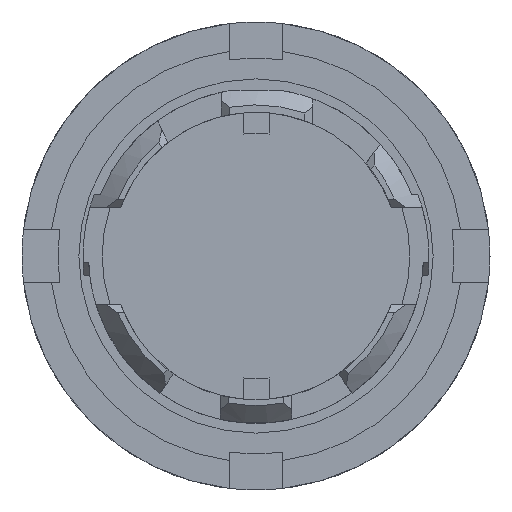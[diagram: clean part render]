
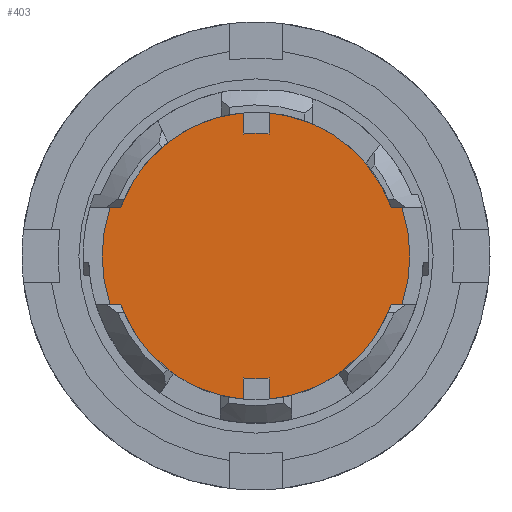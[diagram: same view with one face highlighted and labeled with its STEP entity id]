
A CAD part, front view. The second image highlights one B-rep face of the part: STEP entity #403.
In plain terms, the highlighted planar face has unit normal (0, -1, 0).
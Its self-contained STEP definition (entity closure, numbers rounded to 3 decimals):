
#403 = ADVANCED_FACE( '', ( #819 ), #820, .F. );
#819 = FACE_OUTER_BOUND( '', #1226, .T. );
#820 = PLANE( '', #1227 );
#1226 = EDGE_LOOP( '', ( #2388, #2389, #2390, #2391, #2392, #2393, #2394, #2395, #2396, #2397, #2398, #2399, #2400, #2401, #2402, #2403 ) );
#1227 = AXIS2_PLACEMENT_3D( '', #2404, #2405, #2406 );
#2388 = ORIENTED_EDGE( '', *, *, #2677, .F. );
#2389 = ORIENTED_EDGE( '', *, *, #2460, .F. );
#2390 = ORIENTED_EDGE( '', *, *, #2684, .F. );
#2391 = ORIENTED_EDGE( '', *, *, #2636, .F. );
#2392 = ORIENTED_EDGE( '', *, *, #2805, .F. );
#2393 = ORIENTED_EDGE( '', *, *, #2771, .T. );
#2394 = ORIENTED_EDGE( '', *, *, #2713, .T. );
#2395 = ORIENTED_EDGE( '', *, *, #2647, .F. );
#2396 = ORIENTED_EDGE( '', *, *, #2760, .F. );
#2397 = ORIENTED_EDGE( '', *, *, #2861, .F. );
#2398 = ORIENTED_EDGE( '', *, *, #2672, .F. );
#2399 = ORIENTED_EDGE( '', *, *, #2852, .F. );
#2400 = ORIENTED_EDGE( '', *, *, #2590, .F. );
#2401 = ORIENTED_EDGE( '', *, *, #2815, .T. );
#2402 = ORIENTED_EDGE( '', *, *, #2752, .T. );
#2403 = ORIENTED_EDGE( '', *, *, #2851, .F. );
#2404 = CARTESIAN_POINT( '', ( 0., -18.4, 0. ) );
#2405 = DIRECTION( '', ( 0., 1., 0. ) );
#2406 = DIRECTION( '', ( 1., 0., 0. ) );
#2460 = EDGE_CURVE( '', #2965, #2966, #2967, .T. );
#2590 = EDGE_CURVE( '', #3180, #3182, #3183, .T. );
#2636 = EDGE_CURVE( '', #3251, #3254, #3255, .T. );
#2647 = EDGE_CURVE( '', #3270, #3272, #3273, .T. );
#2672 = EDGE_CURVE( '', #3309, #3299, #3311, .T. );
#2677 = EDGE_CURVE( '', #2966, #3317, #3318, .T. );
#2684 = EDGE_CURVE( '', #3254, #2965, #3327, .T. );
#2713 = EDGE_CURVE( '', #3368, #3272, #3369, .F. );
#2752 = EDGE_CURVE( '', #3422, #3423, #3424, .F. );
#2760 = EDGE_CURVE( '', #3432, #3270, #3435, .T. );
#2771 = EDGE_CURVE( '', #3449, #3368, #3450, .F. );
#2805 = EDGE_CURVE( '', #3449, #3251, #3493, .T. );
#2815 = EDGE_CURVE( '', #3180, #3422, #3503, .F. );
#2851 = EDGE_CURVE( '', #3317, #3423, #3542, .T. );
#2852 = EDGE_CURVE( '', #3182, #3309, #3543, .T. );
#2861 = EDGE_CURVE( '', #3299, #3432, #3552, .T. );
#2965 = VERTEX_POINT( '', #3715 );
#2966 = VERTEX_POINT( '', #3716 );
#2967 = CIRCLE( '', #3717, 9.471 );
#3180 = VERTEX_POINT( '', #4002 );
#3182 = VERTEX_POINT( '', #4005 );
#3183 = LINE( '', #4006, #4007 );
#3251 = VERTEX_POINT( '', #4103 );
#3254 = VERTEX_POINT( '', #4107 );
#3255 = CIRCLE( '', #4108, 8.85 );
#3270 = VERTEX_POINT( '', #4126 );
#3272 = VERTEX_POINT( '', #4129 );
#3273 = CIRCLE( '', #4130, 8.85 );
#3299 = VERTEX_POINT( '', #4164 );
#3309 = VERTEX_POINT( '', #4181 );
#3311 = LINE( '', #4184, #4185 );
#3317 = VERTEX_POINT( '', #4193 );
#3318 = LINE( '', #4194, #4195 );
#3327 = LINE( '', #4209, #4210 );
#3368 = VERTEX_POINT( '', #4261 );
#3369 = LINE( '', #4262, #4263 );
#3422 = VERTEX_POINT( '', #4341 );
#3423 = VERTEX_POINT( '', #4342 );
#3424 = LINE( '', #4343, #4344 );
#3432 = VERTEX_POINT( '', #4355 );
#3435 = LINE( '', #4359, #4360 );
#3449 = VERTEX_POINT( '', #4378 );
#3450 = CIRCLE( '', #4379, 7.55 );
#3493 = LINE( '', #4436, #4437 );
#3503 = CIRCLE( '', #4450, 7.55 );
#3542 = CIRCLE( '', #4499, 8.85 );
#3543 = CIRCLE( '', #4500, 8.85 );
#3552 = CIRCLE( '', #4509, 9.471 );
#3715 = CARTESIAN_POINT( '', ( 8.984, -18.4, 3. ) );
#3716 = CARTESIAN_POINT( '', ( 8.984, -18.4, -3. ) );
#3717 = AXIS2_PLACEMENT_3D( '', #4570, #4571, #4572 );
#4002 = CARTESIAN_POINT( '', ( -0.8, -18.4, -7.507 ) );
#4005 = CARTESIAN_POINT( '', ( -0.8, -18.4, -8.814 ) );
#4006 = CARTESIAN_POINT( '', ( -0.8, -18.4, -8.814 ) );
#4007 = VECTOR( '', #4763, 1000. );
#4103 = CARTESIAN_POINT( '', ( 0.8, -18.4, 8.814 ) );
#4107 = CARTESIAN_POINT( '', ( 8.326, -18.4, 3. ) );
#4108 = AXIS2_PLACEMENT_3D( '', #4817, #4818, #4819 );
#4126 = CARTESIAN_POINT( '', ( -8.326, -18.4, 3. ) );
#4129 = CARTESIAN_POINT( '', ( -0.8, -18.4, 8.814 ) );
#4130 = AXIS2_PLACEMENT_3D( '', #4842, #4843, #4844 );
#4164 = CARTESIAN_POINT( '', ( -8.984, -18.4, -3. ) );
#4181 = CARTESIAN_POINT( '', ( -8.326, -18.4, -3. ) );
#4184 = CARTESIAN_POINT( '', ( -39.497, -18.4, -3. ) );
#4185 = VECTOR( '', #4870, 1000. );
#4193 = CARTESIAN_POINT( '', ( 8.326, -18.4, -3. ) );
#4194 = CARTESIAN_POINT( '', ( 39.497, -18.4, -3. ) );
#4195 = VECTOR( '', #4873, 1000. );
#4209 = CARTESIAN_POINT( '', ( 39.497, -18.4, 3. ) );
#4210 = VECTOR( '', #4879, 1000. );
#4261 = CARTESIAN_POINT( '', ( -0.8, -18.4, 7.507 ) );
#4262 = CARTESIAN_POINT( '', ( -0.8, -18.4, 0. ) );
#4263 = VECTOR( '', #4917, 1000. );
#4341 = CARTESIAN_POINT( '', ( 0.8, -18.4, -7.507 ) );
#4342 = CARTESIAN_POINT( '', ( 0.8, -18.4, -8.814 ) );
#4343 = CARTESIAN_POINT( '', ( 0.8, -18.4, 0. ) );
#4344 = VECTOR( '', #4958, 1000. );
#4355 = CARTESIAN_POINT( '', ( -8.984, -18.4, 3. ) );
#4359 = CARTESIAN_POINT( '', ( -39.497, -18.4, 3. ) );
#4360 = VECTOR( '', #4966, 1000. );
#4378 = CARTESIAN_POINT( '', ( 0.8, -18.4, 7.507 ) );
#4379 = AXIS2_PLACEMENT_3D( '', #4980, #4981, #4982 );
#4436 = CARTESIAN_POINT( '', ( 0.8, -18.4, 8.814 ) );
#4437 = VECTOR( '', #5027, 1000. );
#4450 = AXIS2_PLACEMENT_3D( '', #5031, #5032, #5033 );
#4499 = AXIS2_PLACEMENT_3D( '', #5062, #5063, #5064 );
#4500 = AXIS2_PLACEMENT_3D( '', #5065, #5066, #5067 );
#4509 = AXIS2_PLACEMENT_3D( '', #5074, #5075, #5076 );
#4570 = CARTESIAN_POINT( '', ( 0., -18.4, 0. ) );
#4571 = DIRECTION( '', ( 0., 1., 0. ) );
#4572 = DIRECTION( '', ( 0., 0., 1. ) );
#4763 = DIRECTION( '', ( 0., 0., -1. ) );
#4817 = CARTESIAN_POINT( '', ( 0., -18.4, 0. ) );
#4818 = DIRECTION( '', ( 0., 1., 0. ) );
#4819 = DIRECTION( '', ( 0., 0., 1. ) );
#4842 = CARTESIAN_POINT( '', ( 0., -18.4, 0. ) );
#4843 = DIRECTION( '', ( 0., 1., 0. ) );
#4844 = DIRECTION( '', ( 0., 0., 1. ) );
#4870 = DIRECTION( '', ( -1., 0., 0. ) );
#4873 = DIRECTION( '', ( -1., 0., 0. ) );
#4879 = DIRECTION( '', ( 1., 0., 0. ) );
#4917 = DIRECTION( '', ( 0., 0., -1. ) );
#4958 = DIRECTION( '', ( 0., 0., 1. ) );
#4966 = DIRECTION( '', ( 1., 0., 0. ) );
#4980 = CARTESIAN_POINT( '', ( 0., -18.4, 0. ) );
#4981 = DIRECTION( '', ( 0., 1., 0. ) );
#4982 = DIRECTION( '', ( 0., 0., 1. ) );
#5027 = DIRECTION( '', ( 0., 0., 1. ) );
#5031 = CARTESIAN_POINT( '', ( 0., -18.4, 0. ) );
#5032 = DIRECTION( '', ( 0., 1., 0. ) );
#5033 = DIRECTION( '', ( 0., 0., 1. ) );
#5062 = CARTESIAN_POINT( '', ( 0., -18.4, 0. ) );
#5063 = DIRECTION( '', ( 0., 1., 0. ) );
#5064 = DIRECTION( '', ( 0., 0., 1. ) );
#5065 = CARTESIAN_POINT( '', ( 0., -18.4, 0. ) );
#5066 = DIRECTION( '', ( 0., 1., 0. ) );
#5067 = DIRECTION( '', ( 0., 0., 1. ) );
#5074 = CARTESIAN_POINT( '', ( 0., -18.4, 0. ) );
#5075 = DIRECTION( '', ( 0., 1., 0. ) );
#5076 = DIRECTION( '', ( 0., 0., 1. ) );
